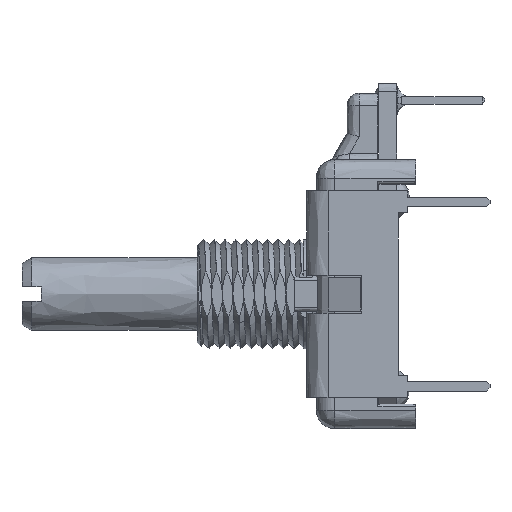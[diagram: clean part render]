
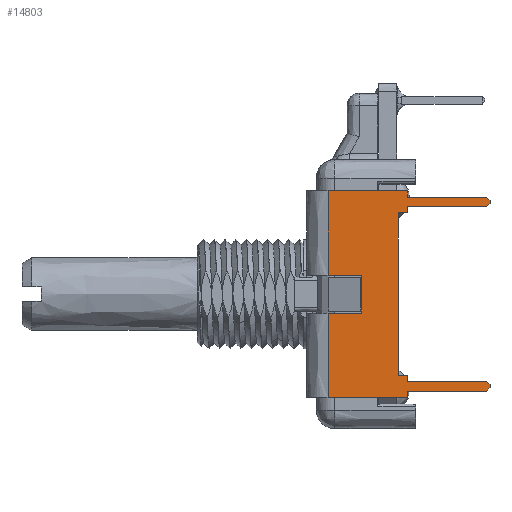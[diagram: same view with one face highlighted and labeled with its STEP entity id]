
A CAD part, left-side view. The second image highlights one B-rep face of the part: STEP entity #14803.
In plain terms, the highlighted free-form (B-spline) face has degree [1, 1] with [2, 2] control points.
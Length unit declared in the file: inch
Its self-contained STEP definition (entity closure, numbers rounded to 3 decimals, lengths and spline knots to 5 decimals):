
#600=DIRECTION('',(0.,0.,-1.));
#601=VECTOR('',#600,0.2745);
#602=CARTESIAN_POINT('',(-0.46,0.162,0.336));
#603=LINE('',#602,#601);
#639=DIRECTION('',(0.,0.,-1.));
#640=VECTOR('',#639,0.2745);
#641=CARTESIAN_POINT('',(-0.46,0.162,-0.0615));
#642=LINE('',#641,#640);
#646=DIRECTION('',(0.,1.,0.));
#647=VECTOR('',#646,0.25746);
#648=CARTESIAN_POINT('',(-0.46,-0.09546,0.336));
#649=LINE('',#648,#647);
#653=DIRECTION('',(0.,0.,1.));
#654=VECTOR('',#653,0.021);
#655=CARTESIAN_POINT('',(-0.46,-0.09546,0.315));
#656=LINE('',#655,#654);
#660=DIRECTION('',(0.,1.,0.));
#661=VECTOR('',#660,0.259);
#662=CARTESIAN_POINT('',(-0.46,-0.35446,0.315));
#663=LINE('',#662,#661);
#667=DIRECTION('',(0.,0.707,0.707));
#668=VECTOR('',#667,0.01414);
#669=CARTESIAN_POINT('',(-0.46,-0.36446,0.305));
#670=LINE('',#669,#668);
#674=DIRECTION('',(0.,0.,1.));
#675=VECTOR('',#674,0.01);
#676=CARTESIAN_POINT('',(-0.46,-0.36446,0.295));
#677=LINE('',#676,#675);
#681=DIRECTION('',(0.,-0.707,0.707));
#682=VECTOR('',#681,0.01414);
#683=CARTESIAN_POINT('',(-0.46,-0.35446,0.285));
#684=LINE('',#683,#682);
#688=DIRECTION('',(0.,-1.,0.));
#689=VECTOR('',#688,0.259);
#690=CARTESIAN_POINT('',(-0.46,-0.09546,0.285));
#691=LINE('',#690,#689);
#695=DIRECTION('',(0.,0.,1.));
#696=VECTOR('',#695,0.021);
#697=CARTESIAN_POINT('',(-0.46,-0.09546,0.264));
#698=LINE('',#697,#696);
#702=DIRECTION('',(0.,-1.,0.));
#703=VECTOR('',#702,0.03);
#704=CARTESIAN_POINT('',(-0.46,-0.06546,0.264));
#705=LINE('',#704,#703);
#709=DIRECTION('',(0.,0.,1.));
#710=VECTOR('',#709,0.528);
#711=CARTESIAN_POINT('',(-0.46,-0.06546,-0.264));
#712=LINE('',#711,#710);
#716=DIRECTION('',(0.,1.,0.));
#717=VECTOR('',#716,0.03);
#718=CARTESIAN_POINT('',(-0.46,-0.09546,-0.264));
#719=LINE('',#718,#717);
#723=DIRECTION('',(0.,0.,1.));
#724=VECTOR('',#723,0.021);
#725=CARTESIAN_POINT('',(-0.46,-0.09546,-0.285));
#726=LINE('',#725,#724);
#730=DIRECTION('',(0.,1.,0.));
#731=VECTOR('',#730,0.259);
#732=CARTESIAN_POINT('',(-0.46,-0.35446,-0.285));
#733=LINE('',#732,#731);
#737=DIRECTION('',(0.,0.707,0.707));
#738=VECTOR('',#737,0.01414);
#739=CARTESIAN_POINT('',(-0.46,-0.36446,-0.295));
#740=LINE('',#739,#738);
#744=DIRECTION('',(0.,0.,1.));
#745=VECTOR('',#744,0.01);
#746=CARTESIAN_POINT('',(-0.46,-0.36446,-0.305));
#747=LINE('',#746,#745);
#751=DIRECTION('',(0.,-0.707,0.707));
#752=VECTOR('',#751,0.01414);
#753=CARTESIAN_POINT('',(-0.46,-0.35446,-0.315));
#754=LINE('',#753,#752);
#758=DIRECTION('',(0.,-1.,0.));
#759=VECTOR('',#758,0.259);
#760=CARTESIAN_POINT('',(-0.46,-0.09546,-0.315));
#761=LINE('',#760,#759);
#765=DIRECTION('',(0.,0.,1.));
#766=VECTOR('',#765,0.021);
#767=CARTESIAN_POINT('',(-0.46,-0.09546,-0.336));
#768=LINE('',#767,#766);
#772=DIRECTION('',(0.,-1.,0.));
#773=VECTOR('',#772,0.25746);
#774=CARTESIAN_POINT('',(-0.46,0.162,-0.336));
#775=LINE('',#774,#773);
#779=DIRECTION('',(0.,1.,0.));
#780=VECTOR('',#779,0.10746);
#781=CARTESIAN_POINT('',(-0.46,0.05454,-0.0615));
#782=LINE('',#781,#780);
#786=DIRECTION('',(0.,0.,-1.));
#787=VECTOR('',#786,0.123);
#788=CARTESIAN_POINT('',(-0.46,0.05454,0.0615));
#789=LINE('',#788,#787);
#793=DIRECTION('',(0.,-1.,0.));
#794=VECTOR('',#793,0.10746);
#795=CARTESIAN_POINT('',(-0.46,0.162,0.0615));
#796=LINE('',#795,#794);
#13534=CARTESIAN_POINT('',(-0.46,-0.09546,-0.336));
#13535=CARTESIAN_POINT('',(-0.46,-0.09546,-0.315));
#13536=VERTEX_POINT('',#13534);
#13537=VERTEX_POINT('',#13535);
#13538=CARTESIAN_POINT('',(-0.46,-0.09546,-0.285));
#13539=CARTESIAN_POINT('',(-0.46,-0.09546,-0.264));
#13540=VERTEX_POINT('',#13538);
#13541=VERTEX_POINT('',#13539);
#13542=CARTESIAN_POINT('',(-0.46,-0.06546,-0.264));
#13543=VERTEX_POINT('',#13542);
#13544=CARTESIAN_POINT('',(-0.46,-0.06546,0.264));
#13545=VERTEX_POINT('',#13544);
#13546=CARTESIAN_POINT('',(-0.46,-0.09546,0.264));
#13547=VERTEX_POINT('',#13546);
#13548=CARTESIAN_POINT('',(-0.46,-0.09546,0.285));
#13549=VERTEX_POINT('',#13548);
#13550=CARTESIAN_POINT('',(-0.46,-0.09546,0.315));
#13551=CARTESIAN_POINT('',(-0.46,-0.09546,0.336));
#13552=VERTEX_POINT('',#13550);
#13553=VERTEX_POINT('',#13551);
#13586=CARTESIAN_POINT('',(-0.46,0.05454,0.0615));
#13587=CARTESIAN_POINT('',(-0.46,0.05454,-0.0615));
#13588=VERTEX_POINT('',#13586);
#13589=VERTEX_POINT('',#13587);
#13662=CARTESIAN_POINT('',(-0.46,-0.36446,0.305));
#13663=CARTESIAN_POINT('',(-0.46,-0.35446,0.315));
#13664=VERTEX_POINT('',#13662);
#13665=VERTEX_POINT('',#13663);
#13666=CARTESIAN_POINT('',(-0.46,-0.35446,0.285));
#13667=CARTESIAN_POINT('',(-0.46,-0.36446,0.295));
#13668=VERTEX_POINT('',#13666);
#13669=VERTEX_POINT('',#13667);
#13670=CARTESIAN_POINT('',(-0.46,-0.35446,-0.315));
#13671=CARTESIAN_POINT('',(-0.46,-0.36446,-0.305));
#13672=VERTEX_POINT('',#13670);
#13673=VERTEX_POINT('',#13671);
#13674=CARTESIAN_POINT('',(-0.46,-0.36446,-0.295));
#13675=CARTESIAN_POINT('',(-0.46,-0.35446,-0.285));
#13676=VERTEX_POINT('',#13674);
#13677=VERTEX_POINT('',#13675);
#13750=CARTESIAN_POINT('',(-0.46,0.162,0.336));
#13751=VERTEX_POINT('',#13750);
#13752=CARTESIAN_POINT('',(-0.46,0.162,-0.336));
#13753=VERTEX_POINT('',#13752);
#13762=CARTESIAN_POINT('',(-0.46,0.162,0.0615));
#13763=VERTEX_POINT('',#13762);
#13768=CARTESIAN_POINT('',(-0.46,0.162,-0.0615));
#13769=VERTEX_POINT('',#13768);
#14750=CARTESIAN_POINT('',(-0.46,-0.37499,0.34944));
#14751=CARTESIAN_POINT('',(-0.46,-0.37499,-0.34944));
#14752=CARTESIAN_POINT('',(-0.46,0.17253,0.34944));
#14753=CARTESIAN_POINT('',(-0.46,0.17253,-0.34944));
#14754=B_SPLINE_SURFACE_WITH_KNOTS('',1,1,((#14750,#14751),(#14752,#14753)),
.UNSPECIFIED.,.F.,.F.,.F.,(2,2),(2,2),(-1.01553,-0.46801),(
-0.34944,0.34944),.UNSPECIFIED.);
#14755=ORIENTED_EDGE('',*,*,#14713,.F.);
#14757=ORIENTED_EDGE('',*,*,#14756,.F.);
#14759=ORIENTED_EDGE('',*,*,#14758,.F.);
#14761=ORIENTED_EDGE('',*,*,#14760,.F.);
#14763=ORIENTED_EDGE('',*,*,#14762,.F.);
#14765=ORIENTED_EDGE('',*,*,#14764,.F.);
#14767=ORIENTED_EDGE('',*,*,#14766,.F.);
#14769=ORIENTED_EDGE('',*,*,#14768,.F.);
#14771=ORIENTED_EDGE('',*,*,#14770,.F.);
#14773=ORIENTED_EDGE('',*,*,#14772,.F.);
#14775=ORIENTED_EDGE('',*,*,#14774,.F.);
#14777=ORIENTED_EDGE('',*,*,#14776,.F.);
#14779=ORIENTED_EDGE('',*,*,#14778,.F.);
#14781=ORIENTED_EDGE('',*,*,#14780,.F.);
#14783=ORIENTED_EDGE('',*,*,#14782,.F.);
#14785=ORIENTED_EDGE('',*,*,#14784,.F.);
#14787=ORIENTED_EDGE('',*,*,#14786,.F.);
#14789=ORIENTED_EDGE('',*,*,#14788,.F.);
#14791=ORIENTED_EDGE('',*,*,#14790,.F.);
#14793=ORIENTED_EDGE('',*,*,#14792,.F.);
#14794=ORIENTED_EDGE('',*,*,#14745,.F.);
#14796=ORIENTED_EDGE('',*,*,#14795,.F.);
#14798=ORIENTED_EDGE('',*,*,#14797,.F.);
#14800=ORIENTED_EDGE('',*,*,#14799,.F.);
#14801=EDGE_LOOP('',(#14755,#14757,#14759,#14761,#14763,#14765,#14767,#14769,
#14771,#14773,#14775,#14777,#14779,#14781,#14783,#14785,#14787,#14789,#14791,
#14793,#14794,#14796,#14798,#14800));
#14802=FACE_OUTER_BOUND('',#14801,.F.);
#14803=ADVANCED_FACE('',(#14802),#14754,.T.);
#14713=EDGE_CURVE('',#13751,#13763,#603,.T.);
#14745=EDGE_CURVE('',#13769,#13753,#642,.T.);
#14756=EDGE_CURVE('',#13553,#13751,#649,.T.);
#14758=EDGE_CURVE('',#13552,#13553,#656,.T.);
#14760=EDGE_CURVE('',#13665,#13552,#663,.T.);
#14762=EDGE_CURVE('',#13664,#13665,#670,.T.);
#14764=EDGE_CURVE('',#13669,#13664,#677,.T.);
#14766=EDGE_CURVE('',#13668,#13669,#684,.T.);
#14768=EDGE_CURVE('',#13549,#13668,#691,.T.);
#14770=EDGE_CURVE('',#13547,#13549,#698,.T.);
#14772=EDGE_CURVE('',#13545,#13547,#705,.T.);
#14774=EDGE_CURVE('',#13543,#13545,#712,.T.);
#14776=EDGE_CURVE('',#13541,#13543,#719,.T.);
#14778=EDGE_CURVE('',#13540,#13541,#726,.T.);
#14780=EDGE_CURVE('',#13677,#13540,#733,.T.);
#14782=EDGE_CURVE('',#13676,#13677,#740,.T.);
#14784=EDGE_CURVE('',#13673,#13676,#747,.T.);
#14786=EDGE_CURVE('',#13672,#13673,#754,.T.);
#14788=EDGE_CURVE('',#13537,#13672,#761,.T.);
#14790=EDGE_CURVE('',#13536,#13537,#768,.T.);
#14792=EDGE_CURVE('',#13753,#13536,#775,.T.);
#14795=EDGE_CURVE('',#13589,#13769,#782,.T.);
#14797=EDGE_CURVE('',#13588,#13589,#789,.T.);
#14799=EDGE_CURVE('',#13763,#13588,#796,.T.);
